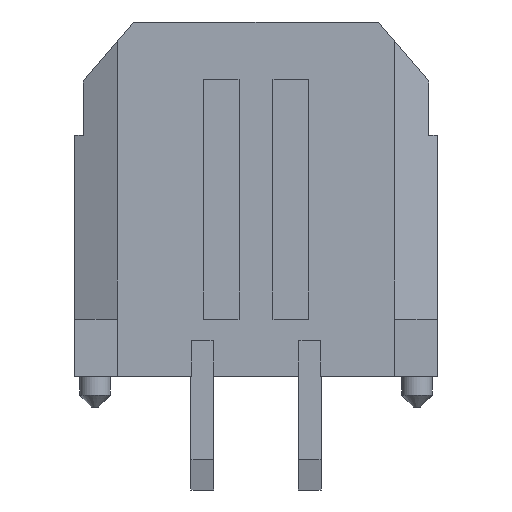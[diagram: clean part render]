
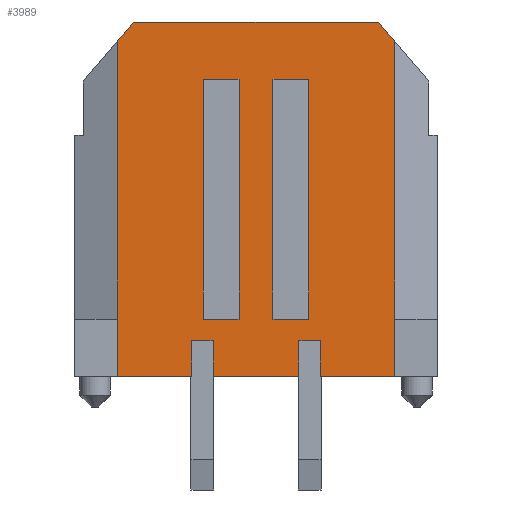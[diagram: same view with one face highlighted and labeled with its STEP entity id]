
A CAD part, front view. The second image highlights one B-rep face of the part: STEP entity #3989.
In plain terms, the highlighted planar face has unit normal (0, -1, 0).
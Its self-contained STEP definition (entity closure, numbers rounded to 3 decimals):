
#72=DIRECTION('',(-1.,0.,0.));
#73=VECTOR('',#72,6.85);
#74=CARTESIAN_POINT('',(3.425,-3.43,4.955));
#75=LINE('',#74,#73);
#394=DIRECTION('',(0.,0.,-1.));
#395=VECTOR('',#394,1.);
#396=CARTESIAN_POINT('',(-1.799,-3.43,-3.955));
#397=LINE('',#396,#395);
#398=DIRECTION('',(0.,0.,1.));
#399=VECTOR('',#398,1.6);
#400=CARTESIAN_POINT('',(-3.875,-3.43,-4.955));
#401=LINE('',#400,#399);
#402=DIRECTION('',(-1.,0.,0.));
#403=VECTOR('',#402,0.009);
#404=CARTESIAN_POINT('',(-3.875,-3.43,-3.355));
#405=LINE('',#404,#403);
#406=DIRECTION('',(0.,0.,1.));
#407=VECTOR('',#406,7.768);
#408=CARTESIAN_POINT('',(-3.884,-3.43,-3.355));
#409=LINE('',#408,#407);
#410=DIRECTION('',(0.647,0.,0.763));
#411=VECTOR('',#410,0.71);
#412=CARTESIAN_POINT('',(-3.884,-3.43,4.413));
#413=LINE('',#412,#411);
#414=DIRECTION('',(0.647,0.,-0.763));
#415=VECTOR('',#414,0.71);
#416=CARTESIAN_POINT('',(3.425,-3.43,4.955));
#417=LINE('',#416,#415);
#418=DIRECTION('',(-1.,0.,0.));
#419=VECTOR('',#418,0.009);
#420=CARTESIAN_POINT('',(3.884,-3.43,-3.355));
#421=LINE('',#420,#419);
#422=DIRECTION('',(-1.,0.,0.));
#423=VECTOR('',#422,0.597);
#424=CARTESIAN_POINT('',(1.799,-3.43,-3.955));
#425=LINE('',#424,#423);
#426=DIRECTION('',(0.,0.,-1.));
#427=VECTOR('',#426,1.);
#428=CARTESIAN_POINT('',(1.202,-3.43,-3.955));
#429=LINE('',#428,#427);
#430=DIRECTION('',(-1.,0.,0.));
#431=VECTOR('',#430,0.597);
#432=CARTESIAN_POINT('',(-1.202,-3.43,-3.955));
#433=LINE('',#432,#431);
#434=DIRECTION('',(-1.,0.,0.));
#435=VECTOR('',#434,1.);
#436=CARTESIAN_POINT('',(1.475,-3.43,3.355));
#437=LINE('',#436,#435);
#438=DIRECTION('',(0.,0.,-1.));
#439=VECTOR('',#438,6.71);
#440=CARTESIAN_POINT('',(0.475,-3.43,3.355));
#441=LINE('',#440,#439);
#442=DIRECTION('',(-1.,0.,0.));
#443=VECTOR('',#442,1.);
#444=CARTESIAN_POINT('',(-0.475,-3.43,3.355));
#445=LINE('',#444,#443);
#446=DIRECTION('',(0.,0.,-1.));
#447=VECTOR('',#446,6.71);
#448=CARTESIAN_POINT('',(-1.475,-3.43,3.355));
#449=LINE('',#448,#447);
#522=DIRECTION('',(0.,0.,-1.));
#523=VECTOR('',#522,1.);
#524=CARTESIAN_POINT('',(-1.202,-3.43,-3.955));
#525=LINE('',#524,#523);
#590=DIRECTION('',(1.,0.,0.));
#591=VECTOR('',#590,2.403);
#592=CARTESIAN_POINT('',(-1.202,-3.43,-4.955));
#593=LINE('',#592,#591);
#634=DIRECTION('',(0.,0.,-1.));
#635=VECTOR('',#634,1.);
#636=CARTESIAN_POINT('',(1.799,-3.43,-3.955));
#637=LINE('',#636,#635);
#682=DIRECTION('',(1.,0.,0.));
#683=VECTOR('',#682,2.077);
#684=CARTESIAN_POINT('',(1.799,-3.43,-4.955));
#685=LINE('',#684,#683);
#698=DIRECTION('',(0.,0.,1.));
#699=VECTOR('',#698,1.6);
#700=CARTESIAN_POINT('',(3.875,-3.43,-4.955));
#701=LINE('',#700,#699);
#710=DIRECTION('',(0.,0.,1.));
#711=VECTOR('',#710,7.768);
#712=CARTESIAN_POINT('',(3.884,-3.43,-3.355));
#713=LINE('',#712,#711);
#1716=DIRECTION('',(1.,0.,0.));
#1717=VECTOR('',#1716,2.077);
#1718=CARTESIAN_POINT('',(-3.875,-3.43,-4.955));
#1719=LINE('',#1718,#1717);
#1752=DIRECTION('',(0.,0.,-1.));
#1753=VECTOR('',#1752,6.71);
#1754=CARTESIAN_POINT('',(1.475,-3.43,3.355));
#1755=LINE('',#1754,#1753);
#1764=DIRECTION('',(-1.,0.,0.));
#1765=VECTOR('',#1764,1.);
#1766=CARTESIAN_POINT('',(1.475,-3.43,-3.355));
#1767=LINE('',#1766,#1765);
#1792=DIRECTION('',(0.,0.,-1.));
#1793=VECTOR('',#1792,6.71);
#1794=CARTESIAN_POINT('',(-0.475,-3.43,3.355));
#1795=LINE('',#1794,#1793);
#1804=DIRECTION('',(-1.,0.,0.));
#1805=VECTOR('',#1804,1.);
#1806=CARTESIAN_POINT('',(-0.475,-3.43,-3.355));
#1807=LINE('',#1806,#1805);
#2512=CARTESIAN_POINT('',(3.884,-3.43,4.413));
#2513=VERTEX_POINT('',#2512);
#2514=CARTESIAN_POINT('',(3.425,-3.43,4.955));
#2515=VERTEX_POINT('',#2514);
#2660=CARTESIAN_POINT('',(1.799,-3.43,-3.955));
#2661=VERTEX_POINT('',#2660);
#2662=CARTESIAN_POINT('',(1.799,-3.43,-4.955));
#2663=VERTEX_POINT('',#2662);
#2804=CARTESIAN_POINT('',(3.875,-3.43,-4.955));
#2805=VERTEX_POINT('',#2804);
#2810=CARTESIAN_POINT('',(-1.799,-3.43,-4.955));
#2811=VERTEX_POINT('',#2810);
#2816=CARTESIAN_POINT('',(-3.875,-3.43,-4.955));
#2817=VERTEX_POINT('',#2816);
#2818=CARTESIAN_POINT('',(-1.202,-3.43,-4.955));
#2819=VERTEX_POINT('',#2818);
#2820=CARTESIAN_POINT('',(1.202,-3.43,-4.955));
#2821=VERTEX_POINT('',#2820);
#2822=CARTESIAN_POINT('',(-1.799,-3.43,-3.955));
#2823=VERTEX_POINT('',#2822);
#2824=CARTESIAN_POINT('',(-3.875,-3.43,-3.355));
#2825=VERTEX_POINT('',#2824);
#2826=CARTESIAN_POINT('',(-3.884,-3.43,-3.355));
#2827=VERTEX_POINT('',#2826);
#2828=CARTESIAN_POINT('',(-3.884,-3.43,4.413));
#2829=VERTEX_POINT('',#2828);
#2830=CARTESIAN_POINT('',(-3.425,-3.43,4.955));
#2831=VERTEX_POINT('',#2830);
#2832=CARTESIAN_POINT('',(3.884,-3.43,-3.355));
#2833=VERTEX_POINT('',#2832);
#2834=CARTESIAN_POINT('',(3.875,-3.43,-3.355));
#2835=VERTEX_POINT('',#2834);
#2836=CARTESIAN_POINT('',(1.202,-3.43,-3.955));
#2837=VERTEX_POINT('',#2836);
#2838=CARTESIAN_POINT('',(-1.202,-3.43,-3.955));
#2839=VERTEX_POINT('',#2838);
#2840=CARTESIAN_POINT('',(1.475,-3.43,3.355));
#2841=CARTESIAN_POINT('',(0.475,-3.43,3.355));
#2842=VERTEX_POINT('',#2840);
#2843=VERTEX_POINT('',#2841);
#2844=CARTESIAN_POINT('',(0.475,-3.43,-3.355));
#2845=VERTEX_POINT('',#2844);
#2846=CARTESIAN_POINT('',(1.475,-3.43,-3.355));
#2847=VERTEX_POINT('',#2846);
#2848=CARTESIAN_POINT('',(-0.475,-3.43,3.355));
#2849=CARTESIAN_POINT('',(-1.475,-3.43,3.355));
#2850=VERTEX_POINT('',#2848);
#2851=VERTEX_POINT('',#2849);
#2852=CARTESIAN_POINT('',(-1.475,-3.43,-3.355));
#2853=VERTEX_POINT('',#2852);
#2854=CARTESIAN_POINT('',(-0.475,-3.43,-3.355));
#2855=VERTEX_POINT('',#2854);
#3929=CARTESIAN_POINT('',(-4.825,-3.43,4.955));
#3930=DIRECTION('',(0.,-1.,0.));
#3931=DIRECTION('',(0.,0.,-1.));
#3932=AXIS2_PLACEMENT_3D('',#3929,#3930,#3931);
#3933=PLANE('',#3932);
#3935=ORIENTED_EDGE('',*,*,#3934,.T.);
#3937=ORIENTED_EDGE('',*,*,#3936,.F.);
#3939=ORIENTED_EDGE('',*,*,#3938,.T.);
#3941=ORIENTED_EDGE('',*,*,#3940,.T.);
#3942=ORIENTED_EDGE('',*,*,#3914,.T.);
#3943=ORIENTED_EDGE('',*,*,#3384,.T.);
#3944=ORIENTED_EDGE('',*,*,#3408,.F.);
#3946=ORIENTED_EDGE('',*,*,#3945,.T.);
#3948=ORIENTED_EDGE('',*,*,#3947,.F.);
#3950=ORIENTED_EDGE('',*,*,#3949,.T.);
#3952=ORIENTED_EDGE('',*,*,#3951,.F.);
#3954=ORIENTED_EDGE('',*,*,#3953,.F.);
#3956=ORIENTED_EDGE('',*,*,#3955,.F.);
#3958=ORIENTED_EDGE('',*,*,#3957,.T.);
#3960=ORIENTED_EDGE('',*,*,#3959,.T.);
#3962=ORIENTED_EDGE('',*,*,#3961,.F.);
#3964=ORIENTED_EDGE('',*,*,#3963,.F.);
#3966=ORIENTED_EDGE('',*,*,#3965,.T.);
#3967=EDGE_LOOP('',(#3935,#3937,#3939,#3941,#3942,#3943,#3944,#3946,#3948,#3950,
#3952,#3954,#3956,#3958,#3960,#3962,#3964,#3966));
#3968=FACE_OUTER_BOUND('',#3967,.F.);
#3970=ORIENTED_EDGE('',*,*,#3969,.T.);
#3972=ORIENTED_EDGE('',*,*,#3971,.T.);
#3974=ORIENTED_EDGE('',*,*,#3973,.F.);
#3976=ORIENTED_EDGE('',*,*,#3975,.F.);
#3977=EDGE_LOOP('',(#3970,#3972,#3974,#3976));
#3978=FACE_BOUND('',#3977,.F.);
#3980=ORIENTED_EDGE('',*,*,#3979,.T.);
#3982=ORIENTED_EDGE('',*,*,#3981,.T.);
#3984=ORIENTED_EDGE('',*,*,#3983,.F.);
#3986=ORIENTED_EDGE('',*,*,#3985,.F.);
#3987=EDGE_LOOP('',(#3980,#3982,#3984,#3986));
#3988=FACE_BOUND('',#3987,.F.);
#3384=EDGE_CURVE('',#2829,#2831,#413,.T.);
#3408=EDGE_CURVE('',#2515,#2831,#75,.T.);
#3914=EDGE_CURVE('',#2827,#2829,#409,.T.);
#3934=EDGE_CURVE('',#2823,#2811,#397,.T.);
#3936=EDGE_CURVE('',#2817,#2811,#1719,.T.);
#3938=EDGE_CURVE('',#2817,#2825,#401,.T.);
#3940=EDGE_CURVE('',#2825,#2827,#405,.T.);
#3945=EDGE_CURVE('',#2515,#2513,#417,.T.);
#3947=EDGE_CURVE('',#2833,#2513,#713,.T.);
#3949=EDGE_CURVE('',#2833,#2835,#421,.T.);
#3951=EDGE_CURVE('',#2805,#2835,#701,.T.);
#3953=EDGE_CURVE('',#2663,#2805,#685,.T.);
#3955=EDGE_CURVE('',#2661,#2663,#637,.T.);
#3957=EDGE_CURVE('',#2661,#2837,#425,.T.);
#3959=EDGE_CURVE('',#2837,#2821,#429,.T.);
#3961=EDGE_CURVE('',#2819,#2821,#593,.T.);
#3963=EDGE_CURVE('',#2839,#2819,#525,.T.);
#3965=EDGE_CURVE('',#2839,#2823,#433,.T.);
#3969=EDGE_CURVE('',#2842,#2843,#437,.T.);
#3971=EDGE_CURVE('',#2843,#2845,#441,.T.);
#3973=EDGE_CURVE('',#2847,#2845,#1767,.T.);
#3975=EDGE_CURVE('',#2842,#2847,#1755,.T.);
#3979=EDGE_CURVE('',#2850,#2851,#445,.T.);
#3981=EDGE_CURVE('',#2851,#2853,#449,.T.);
#3983=EDGE_CURVE('',#2855,#2853,#1807,.T.);
#3985=EDGE_CURVE('',#2850,#2855,#1795,.T.);
#3989=ADVANCED_FACE('',(#3968,#3978,#3988),#3933,.T.);
